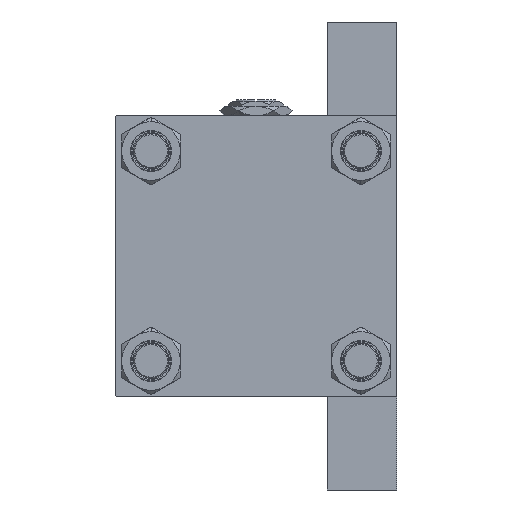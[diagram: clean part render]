
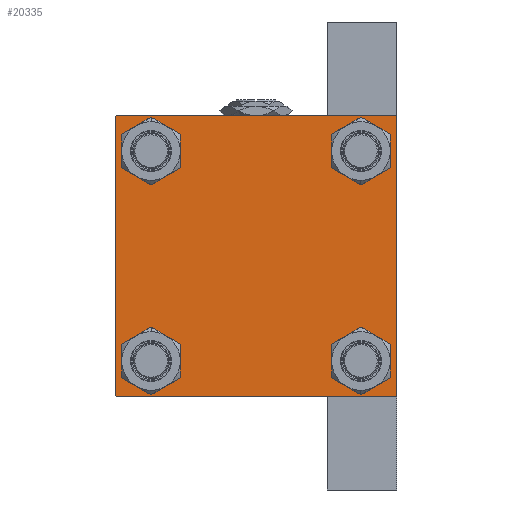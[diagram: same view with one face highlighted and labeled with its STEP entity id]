
A CAD part, left-side view. The second image highlights one B-rep face of the part: STEP entity #20335.
In plain terms, the highlighted planar face has unit normal (-1, 0, 0).
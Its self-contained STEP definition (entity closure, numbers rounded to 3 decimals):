
#275 = FACE_BOUND ( 'NONE', #8913, .T. ) ;
#966 = VERTEX_POINT ( 'NONE', #33131 ) ;
#1083 = CARTESIAN_POINT ( 'NONE',  ( 0., 48.45, -39.95 ) ) ;
#1895 = VECTOR ( 'NONE', #38737, 1000. ) ;
#2059 = DIRECTION ( 'NONE',  ( 1., 0., 0. ) ) ;
#2465 = EDGE_CURVE ( 'NONE', #5493, #30506, #29289, .T. ) ;
#2636 = EDGE_LOOP ( 'NONE', ( #45844, #21764 ) ) ;
#2739 = ORIENTED_EDGE ( 'NONE', *, *, #45087, .T. ) ;
#3494 = ORIENTED_EDGE ( 'NONE', *, *, #37817, .F. ) ;
#5493 = VERTEX_POINT ( 'NONE', #24995 ) ;
#5760 = LINE ( 'NONE', #18167, #30391 ) ;
#5776 = DIRECTION ( 'NONE',  ( 0., -1., 0. ) ) ;
#5886 = LINE ( 'NONE', #22162, #40151 ) ;
#7737 = VERTEX_POINT ( 'NONE', #18176 ) ;
#8399 = CARTESIAN_POINT ( 'NONE',  ( 0., -48.45, 48.45 ) ) ;
#8481 = DIRECTION ( 'NONE',  ( 0., 0., 1. ) ) ;
#8814 = CARTESIAN_POINT ( 'NONE',  ( 0., -48.45, 56.95 ) ) ;
#8913 = EDGE_LOOP ( 'NONE', ( #22007, #2739 ) ) ;
#8991 = DIRECTION ( 'NONE',  ( -1., 0., 0. ) ) ;
#8999 = ORIENTED_EDGE ( 'NONE', *, *, #2465, .T. ) ;
#9233 = EDGE_LOOP ( 'NONE', ( #24362, #49661 ) ) ;
#9742 = AXIS2_PLACEMENT_3D ( 'NONE', #38746, #43646, #50631 ) ;
#10534 = AXIS2_PLACEMENT_3D ( 'NONE', #8399, #35758, #12273 ) ;
#10718 = ORIENTED_EDGE ( 'NONE', *, *, #23730, .T. ) ;
#10734 = DIRECTION ( 'NONE',  ( 1., 0., 0. ) ) ;
#11140 = LINE ( 'NONE', #42092, #1895 ) ;
#11417 = CIRCLE ( 'NONE', #9742, 8.5 ) ;
#11997 = ORIENTED_EDGE ( 'NONE', *, *, #15721, .T. ) ;
#12273 = DIRECTION ( 'NONE',  ( 0., 0., 1. ) ) ;
#12523 = EDGE_CURVE ( 'NONE', #46779, #18710, #18289, .T. ) ;
#12638 = CARTESIAN_POINT ( 'NONE',  ( 0., -64.75, -64.75 ) ) ;
#13779 = ORIENTED_EDGE ( 'NONE', *, *, #30247, .T. ) ;
#14208 = CARTESIAN_POINT ( 'NONE',  ( 0., 65., 65. ) ) ;
#14410 = EDGE_CURVE ( 'NONE', #18973, #19058, #11140, .T. ) ;
#14772 = VERTEX_POINT ( 'NONE', #29915 ) ;
#15506 = AXIS2_PLACEMENT_3D ( 'NONE', #41447, #10734, #49703 ) ;
#15613 = CARTESIAN_POINT ( 'NONE',  ( 0., 64.5, 65. ) ) ;
#15680 = CARTESIAN_POINT ( 'NONE',  ( 0., -65., -64.5 ) ) ;
#15721 = EDGE_CURVE ( 'NONE', #25938, #7737, #28065, .T. ) ;
#16257 = LINE ( 'NONE', #12638, #29942 ) ;
#16813 = EDGE_CURVE ( 'NONE', #30506, #47413, #16257, .T. ) ;
#17289 = EDGE_CURVE ( 'NONE', #7737, #22467, #28523, .T. ) ;
#17428 = CARTESIAN_POINT ( 'NONE',  ( 0., 65., 65. ) ) ;
#17774 = AXIS2_PLACEMENT_3D ( 'NONE', #20893, #8991, #8481 ) ;
#17966 = CARTESIAN_POINT ( 'NONE',  ( 0., -48.45, 39.95 ) ) ;
#18167 = CARTESIAN_POINT ( 'NONE',  ( 0., -65., 65. ) ) ;
#18176 = CARTESIAN_POINT ( 'NONE',  ( 0., 65., 64.5 ) ) ;
#18289 = CIRCLE ( 'NONE', #22409, 8.5 ) ;
#18710 = VERTEX_POINT ( 'NONE', #50937 ) ;
#18777 = CIRCLE ( 'NONE', #26166, 8.5 ) ;
#18973 = VERTEX_POINT ( 'NONE', #21995 ) ;
#18975 = CIRCLE ( 'NONE', #21432, 8.5 ) ;
#19058 = VERTEX_POINT ( 'NONE', #28924 ) ;
#19658 = DIRECTION ( 'NONE',  ( 1., 0., 0. ) ) ;
#20335 = ADVANCED_FACE ( 'NONE', ( #31725, #275, #43845, #36336, #24485 ), #48226, .T. ) ;
#20893 = CARTESIAN_POINT ( 'NONE',  ( 0., 0., 0. ) ) ;
#21432 = AXIS2_PLACEMENT_3D ( 'NONE', #39225, #19658, #50337 ) ;
#21764 = ORIENTED_EDGE ( 'NONE', *, *, #36758, .T. ) ;
#21995 = CARTESIAN_POINT ( 'NONE',  ( 0., -65., 64.5 ) ) ;
#22007 = ORIENTED_EDGE ( 'NONE', *, *, #22188, .T. ) ;
#22162 = CARTESIAN_POINT ( 'NONE',  ( 0., 64.75, -64.75 ) ) ;
#22188 = EDGE_CURVE ( 'NONE', #966, #14772, #18777, .T. ) ;
#22409 = AXIS2_PLACEMENT_3D ( 'NONE', #34462, #27003, #34206 ) ;
#22414 = CARTESIAN_POINT ( 'NONE',  ( 0., -48.45, 48.45 ) ) ;
#22467 = VERTEX_POINT ( 'NONE', #27770 ) ;
#22678 = DIRECTION ( 'NONE',  ( 0., -0.707, -0.707 ) ) ;
#22953 = CIRCLE ( 'NONE', #15506, 8.5 ) ;
#23461 = DIRECTION ( 'NONE',  ( 1., 0., 0. ) ) ;
#23730 = EDGE_CURVE ( 'NONE', #29416, #48496, #31987, .T. ) ;
#24196 = CARTESIAN_POINT ( 'NONE',  ( 0., -64.5, -65. ) ) ;
#24248 = VECTOR ( 'NONE', #45269, 1000. ) ;
#24362 = ORIENTED_EDGE ( 'NONE', *, *, #31295, .T. ) ;
#24485 = FACE_OUTER_BOUND ( 'NONE', #43462, .T. ) ;
#24874 = AXIS2_PLACEMENT_3D ( 'NONE', #26806, #23461, #49324 ) ;
#24995 = CARTESIAN_POINT ( 'NONE',  ( 0., 64.5, -65. ) ) ;
#25548 = ORIENTED_EDGE ( 'NONE', *, *, #14410, .T. ) ;
#25676 = VERTEX_POINT ( 'NONE', #41413 ) ;
#25716 = CARTESIAN_POINT ( 'NONE',  ( 0., 48.45, 56.95 ) ) ;
#25938 = VERTEX_POINT ( 'NONE', #15613 ) ;
#26166 = AXIS2_PLACEMENT_3D ( 'NONE', #42013, #2059, #29910 ) ;
#26424 = CARTESIAN_POINT ( 'NONE',  ( 0., 65., -65. ) ) ;
#26806 = CARTESIAN_POINT ( 'NONE',  ( 0., 48.45, 48.45 ) ) ;
#26949 = ORIENTED_EDGE ( 'NONE', *, *, #41452, .T. ) ;
#27003 = DIRECTION ( 'NONE',  ( 1., 0., 0. ) ) ;
#27770 = CARTESIAN_POINT ( 'NONE',  ( 0., 65., -64.5 ) ) ;
#28065 = LINE ( 'NONE', #43802, #49689 ) ;
#28523 = LINE ( 'NONE', #17428, #24248 ) ;
#28642 = DIRECTION ( 'NONE',  ( 0., -0.707, 0.707 ) ) ;
#28924 = CARTESIAN_POINT ( 'NONE',  ( 0., -64.5, 65. ) ) ;
#29289 = LINE ( 'NONE', #26424, #40257 ) ;
#29416 = VERTEX_POINT ( 'NONE', #17966 ) ;
#29757 = DIRECTION ( 'NONE',  ( 0., 0., -1. ) ) ;
#29910 = DIRECTION ( 'NONE',  ( 0., 0., 1. ) ) ;
#29915 = CARTESIAN_POINT ( 'NONE',  ( 0., -48.45, -56.95 ) ) ;
#29942 = VECTOR ( 'NONE', #28642, 1000. ) ;
#30247 = EDGE_CURVE ( 'NONE', #22467, #5493, #5886, .T. ) ;
#30391 = VECTOR ( 'NONE', #29757, 1000. ) ;
#30506 = VERTEX_POINT ( 'NONE', #24196 ) ;
#31295 = EDGE_CURVE ( 'NONE', #49178, #25676, #22953, .T. ) ;
#31460 = CIRCLE ( 'NONE', #24874, 8.5 ) ;
#31725 = FACE_BOUND ( 'NONE', #43129, .T. ) ;
#31987 = CIRCLE ( 'NONE', #10534, 8.5 ) ;
#33131 = CARTESIAN_POINT ( 'NONE',  ( 0., -48.45, -39.95 ) ) ;
#33357 = ORIENTED_EDGE ( 'NONE', *, *, #17289, .T. ) ;
#34206 = DIRECTION ( 'NONE',  ( 0., 0., 1. ) ) ;
#34462 = CARTESIAN_POINT ( 'NONE',  ( 0., 48.45, -48.45 ) ) ;
#35552 = EDGE_CURVE ( 'NONE', #18973, #47413, #5760, .T. ) ;
#35758 = DIRECTION ( 'NONE',  ( 1., 0., 0. ) ) ;
#36336 = FACE_BOUND ( 'NONE', #9233, .T. ) ;
#36758 = EDGE_CURVE ( 'NONE', #18710, #46779, #18975, .T. ) ;
#37425 = LINE ( 'NONE', #14208, #49446 ) ;
#37817 = EDGE_CURVE ( 'NONE', #25938, #19058, #37425, .T. ) ;
#38737 = DIRECTION ( 'NONE',  ( 0., 0.707, 0.707 ) ) ;
#38746 = CARTESIAN_POINT ( 'NONE',  ( 0., -48.45, -48.45 ) ) ;
#39225 = CARTESIAN_POINT ( 'NONE',  ( 0., 48.45, -48.45 ) ) ;
#39399 = DIRECTION ( 'NONE',  ( 0., 0.707, -0.707 ) ) ;
#39422 = CIRCLE ( 'NONE', #42721, 8.5 ) ;
#40151 = VECTOR ( 'NONE', #22678, 1000. ) ;
#40257 = VECTOR ( 'NONE', #5776, 1000. ) ;
#41413 = CARTESIAN_POINT ( 'NONE',  ( 0., 48.45, 39.95 ) ) ;
#41447 = CARTESIAN_POINT ( 'NONE',  ( 0., 48.45, 48.45 ) ) ;
#41452 = EDGE_CURVE ( 'NONE', #48496, #29416, #39422, .T. ) ;
#42013 = CARTESIAN_POINT ( 'NONE',  ( 0., -48.45, -48.45 ) ) ;
#42092 = CARTESIAN_POINT ( 'NONE',  ( 0., -64.75, 64.75 ) ) ;
#42518 = DIRECTION ( 'NONE',  ( 1., 0., 0. ) ) ;
#42721 = AXIS2_PLACEMENT_3D ( 'NONE', #22414, #42518, #42779 ) ;
#42779 = DIRECTION ( 'NONE',  ( 0., 0., 1. ) ) ;
#43129 = EDGE_LOOP ( 'NONE', ( #26949, #10718 ) ) ;
#43462 = EDGE_LOOP ( 'NONE', ( #33357, #13779, #8999, #44480, #47378, #25548, #3494, #11997 ) ) ;
#43646 = DIRECTION ( 'NONE',  ( 1., 0., 0. ) ) ;
#43802 = CARTESIAN_POINT ( 'NONE',  ( 0., 64.75, 64.75 ) ) ;
#43845 = FACE_BOUND ( 'NONE', #2636, .T. ) ;
#44480 = ORIENTED_EDGE ( 'NONE', *, *, #16813, .T. ) ;
#45087 = EDGE_CURVE ( 'NONE', #14772, #966, #11417, .T. ) ;
#45269 = DIRECTION ( 'NONE',  ( 0., 0., -1. ) ) ;
#45844 = ORIENTED_EDGE ( 'NONE', *, *, #12523, .T. ) ;
#46779 = VERTEX_POINT ( 'NONE', #1083 ) ;
#47378 = ORIENTED_EDGE ( 'NONE', *, *, #35552, .F. ) ;
#47413 = VERTEX_POINT ( 'NONE', #15680 ) ;
#48226 = PLANE ( 'NONE',  #17774 ) ;
#48496 = VERTEX_POINT ( 'NONE', #8814 ) ;
#49178 = VERTEX_POINT ( 'NONE', #25716 ) ;
#49324 = DIRECTION ( 'NONE',  ( 0., 0., 1. ) ) ;
#49446 = VECTOR ( 'NONE', #49555, 1000. ) ;
#49555 = DIRECTION ( 'NONE',  ( 0., -1., 0. ) ) ;
#49661 = ORIENTED_EDGE ( 'NONE', *, *, #49955, .T. ) ;
#49689 = VECTOR ( 'NONE', #39399, 1000. ) ;
#49703 = DIRECTION ( 'NONE',  ( 0., 0., 1. ) ) ;
#49955 = EDGE_CURVE ( 'NONE', #25676, #49178, #31460, .T. ) ;
#50337 = DIRECTION ( 'NONE',  ( 0., 0., 1. ) ) ;
#50631 = DIRECTION ( 'NONE',  ( 0., 0., 1. ) ) ;
#50937 = CARTESIAN_POINT ( 'NONE',  ( 0., 48.45, -56.95 ) ) ;
